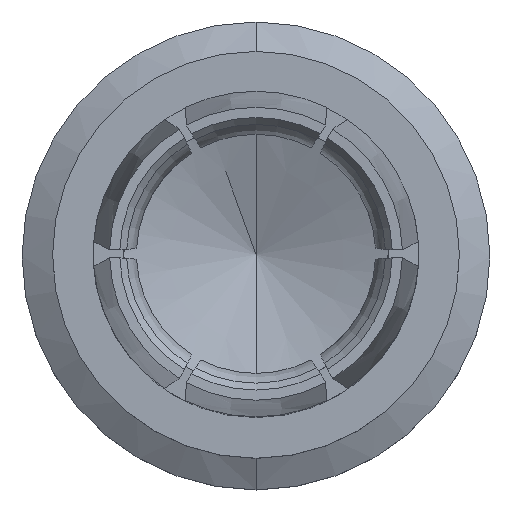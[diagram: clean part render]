
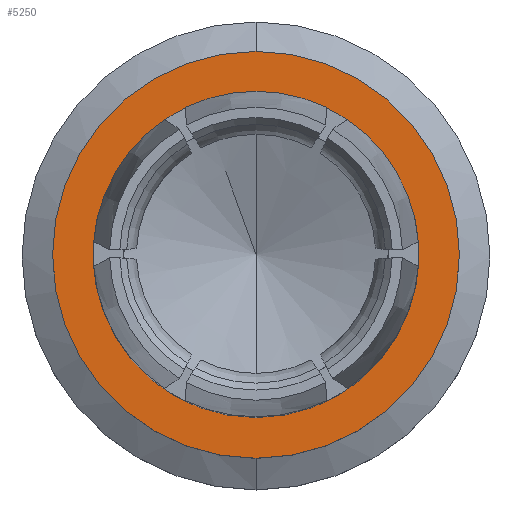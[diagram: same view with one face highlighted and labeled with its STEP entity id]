
A CAD part, top view. The second image highlights one B-rep face of the part: STEP entity #5250.
In plain terms, the highlighted planar face has unit normal (0, 0, 1).
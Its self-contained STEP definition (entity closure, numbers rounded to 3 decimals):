
#4190=CARTESIAN_POINT('',(-0.032,14.234,16.2));
#4200=VERTEX_POINT('',#4190);
#4420=CARTESIAN_POINT('',(9.968,14.234,16.2));
#4430=VERTEX_POINT('',#4420);
#4460=CARTESIAN_POINT('',(4.968,14.234,16.2));
#4470=DIRECTION('',(0.,0.,-1.));
#4480=DIRECTION('',(1.,0.,0.));
#4490=AXIS2_PLACEMENT_3D('',#4460,#4470,#4480);
#4500=CIRCLE('',#4490,5.);
#4510=EDGE_CURVE('',#4200,#4430,#4500,.T.);
#4960=CARTESIAN_POINT('',(9.982,11.339,16.2));
#4970=DIRECTION('',(0.,0.,1.));
#4980=DIRECTION('',(0.5,0.866,
0.));
#4990=AXIS2_PLACEMENT_3D('',#4960,#4970,#4980);
#5000=PLANE('',#4990);
#5010=CARTESIAN_POINT('',(4.968,14.234,16.2));
#5020=DIRECTION('',(0.,0.,1.));
#5030=DIRECTION('',(0.866,0.5,0.));
#5040=AXIS2_PLACEMENT_3D('',#5010,#5020,#5030);
#5050=CIRCLE('',#5040,4.);
#5060=CARTESIAN_POINT('',(8.432,12.234,16.2));
#5070=VERTEX_POINT('',#5060);
#5080=CARTESIAN_POINT('',(8.432,16.234,16.2));
#5090=VERTEX_POINT('',#5080);
#5100=EDGE_CURVE('',#5070,#5090,#5050,.T.);
#5110=ORIENTED_EDGE('',*,*,#5100,.F.);
#5120=CARTESIAN_POINT('',(1.504,12.234,16.2));
#5130=VERTEX_POINT('',#5120);
#5140=EDGE_CURVE('',#5090,#5130,#5050,.T.);
#5150=ORIENTED_EDGE('',*,*,#5140,.F.);
#5160=EDGE_CURVE('',#5130,#5070,#5050,.T.);
#5170=ORIENTED_EDGE('',*,*,#5160,.F.);
#5180=EDGE_LOOP('',(#5170,#5150,#5110));
#5190=FACE_BOUND('',#5180,.T.);
#5200=EDGE_CURVE('',#4430,#4200,#4500,.T.);
#5210=ORIENTED_EDGE('',*,*,#5200,.F.);
#5220=ORIENTED_EDGE('',*,*,#4510,.F.);
#5230=EDGE_LOOP('',(#5220,#5210));
#5240=FACE_OUTER_BOUND('',#5230,.T.);
#5250=ADVANCED_FACE('',(#5190,#5240),#5000,.T.);
